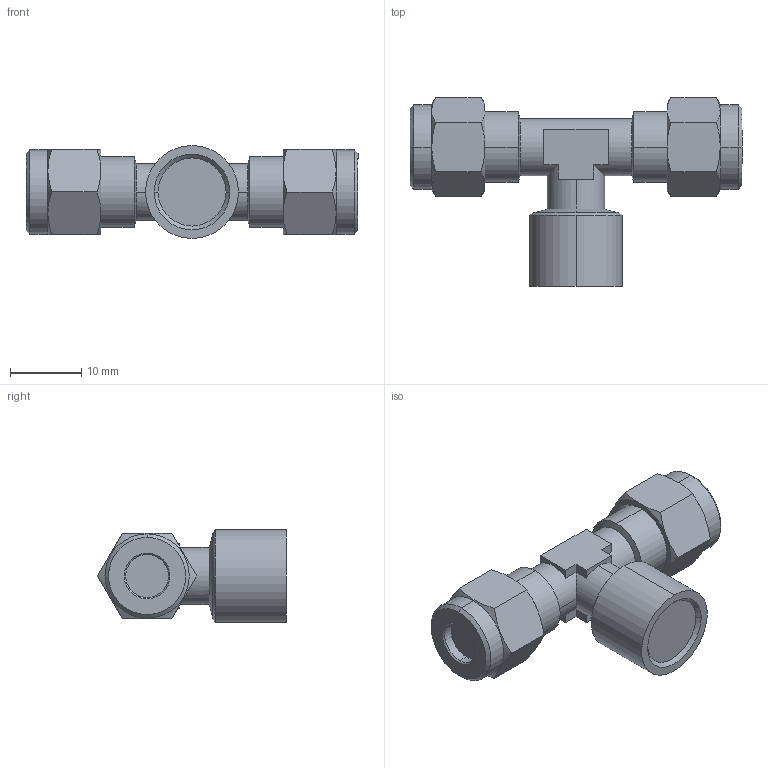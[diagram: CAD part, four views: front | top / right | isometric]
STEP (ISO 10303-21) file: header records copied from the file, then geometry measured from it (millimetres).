
FILE_DESCRIPTION (( 'STEP AP214' ), '1' );
FILE_NAME ('1024000002.step', '2013-02-25T17:12:45', ( '' ), ( '' ), 'SwSTEP 2.0', 'SolidWorks 2012', '' );
FILE_SCHEMA (( 'AUTOMOTIVE_DESIGN' ));
Length unit declared in the file: millimetre
Products named in the file (1): 1024000002
Bounding box: 46.5 x 26.43 x 13 mm (x, y, z)
Volume: 5669.9 mm3; surface area: 2748.9 mm2
Topology: 1 solids, 1 shells, 94 faces, 219 edges, 132 vertices
Faces by surface type: plane 38, cone 36, cylinder 18, torus 2
Entity records: 2831 total; most frequent: CARTESIAN_POINT 690, DIRECTION 443, ORIENTED_EDGE 438, EDGE_CURVE 219, AXIS2_PLACEMENT_3D 173, VERTEX_POINT 132, EDGE_LOOP 99, LINE 97
